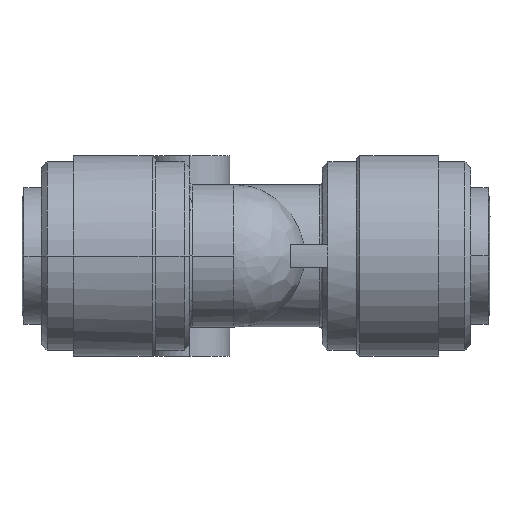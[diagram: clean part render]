
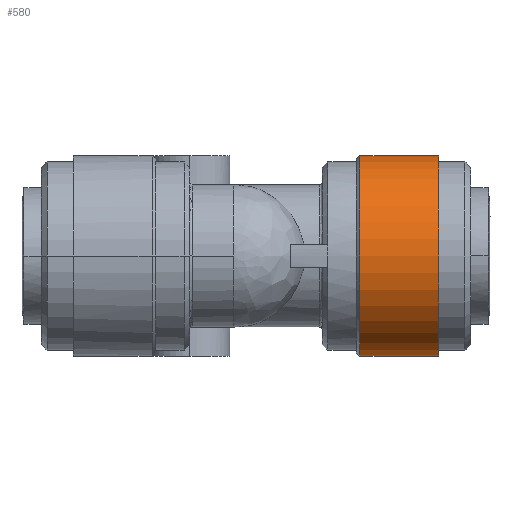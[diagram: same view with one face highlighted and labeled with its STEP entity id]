
A CAD part, left-side view. The second image highlights one B-rep face of the part: STEP entity #580.
In plain terms, the highlighted cylindrical face has radius 8.8 mm (diameter 17.6 mm), a partial arc.
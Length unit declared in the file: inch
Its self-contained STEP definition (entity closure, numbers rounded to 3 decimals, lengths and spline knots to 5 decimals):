
#250 = DIRECTION ( 'NONE',  ( 0., -1., 0. ) ) ;
#269 = VERTEX_POINT ( 'NONE', #1185 ) ;
#341 = EDGE_CURVE ( 'NONE', #269, #1464, #4964, .T. ) ;
#364 = CARTESIAN_POINT ( 'NONE',  ( 0., 0.44882, 0. ) ) ;
#580 = ADVANCED_FACE ( 'NONE', ( #6129 ), #4486, .T. ) ;
#861 = DIRECTION ( 'NONE',  ( 0., 0., 1. ) ) ;
#1185 = CARTESIAN_POINT ( 'NONE',  ( 0., 0.17717, 0.34646 ) ) ;
#1312 = EDGE_CURVE ( 'NONE', #4162, #2657, #1745, .T. ) ;
#1401 = CARTESIAN_POINT ( 'NONE',  ( 0., 0.31299, 0. ) ) ;
#1464 = VERTEX_POINT ( 'NONE', #2977 ) ;
#1730 = VECTOR ( 'NONE', #3312, 39.37008 ) ;
#1745 = CIRCLE ( 'NONE', #3708, 0.34646 ) ;
#1823 = DIRECTION ( 'NONE',  ( 0., 1., 0. ) ) ;
#2073 = AXIS2_PLACEMENT_3D ( 'NONE', #3234, #250, #3736 ) ;
#2241 = CARTESIAN_POINT ( 'NONE',  ( 0., 0.44882, 0.34646 ) ) ;
#2528 = ORIENTED_EDGE ( 'NONE', *, *, #1312, .T. ) ;
#2571 = EDGE_CURVE ( 'NONE', #1464, #2657, #5657, .T. ) ;
#2657 = VERTEX_POINT ( 'NONE', #3381 ) ;
#2805 = CARTESIAN_POINT ( 'NONE',  ( 0., 0.31299, 0.34646 ) ) ;
#2949 = DIRECTION ( 'NONE',  ( 0., 1., 0. ) ) ;
#2977 = CARTESIAN_POINT ( 'NONE',  ( 0., 0.17717, -0.34646 ) ) ;
#3047 = LINE ( 'NONE', #2805, #1730 ) ;
#3129 = ORIENTED_EDGE ( 'NONE', *, *, #2571, .F. ) ;
#3234 = CARTESIAN_POINT ( 'NONE',  ( 0., 0.17717, 0. ) ) ;
#3312 = DIRECTION ( 'NONE',  ( 0., 1., 0. ) ) ;
#3381 = CARTESIAN_POINT ( 'NONE',  ( 0., 0.44882, -0.34646 ) ) ;
#3708 = AXIS2_PLACEMENT_3D ( 'NONE', #364, #3847, #861 ) ;
#3736 = DIRECTION ( 'NONE',  ( 0., 0., 1. ) ) ;
#3847 = DIRECTION ( 'NONE',  ( 0., -1., 0. ) ) ;
#4162 = VERTEX_POINT ( 'NONE', #2241 ) ;
#4330 = VECTOR ( 'NONE', #2949, 39.37008 ) ;
#4338 = EDGE_LOOP ( 'NONE', ( #3129, #5744, #4967, #2528 ) ) ;
#4376 = DIRECTION ( 'NONE',  ( 0., 0., 1. ) ) ;
#4486 = CYLINDRICAL_SURFACE ( 'NONE', #5431, 0.34646 ) ;
#4964 = CIRCLE ( 'NONE', #2073, 0.34646 ) ;
#4967 = ORIENTED_EDGE ( 'NONE', *, *, #5482, .T. ) ;
#5431 = AXIS2_PLACEMENT_3D ( 'NONE', #1401, #1823, #4376 ) ;
#5482 = EDGE_CURVE ( 'NONE', #269, #4162, #3047, .T. ) ;
#5657 = LINE ( 'NONE', #5960, #4330 ) ;
#5744 = ORIENTED_EDGE ( 'NONE', *, *, #341, .F. ) ;
#5960 = CARTESIAN_POINT ( 'NONE',  ( 0., 0.31299, -0.34646 ) ) ;
#6129 = FACE_OUTER_BOUND ( 'NONE', #4338, .T. ) ;
